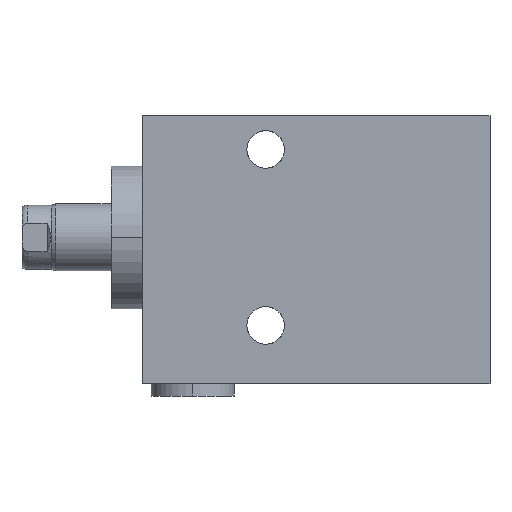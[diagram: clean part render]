
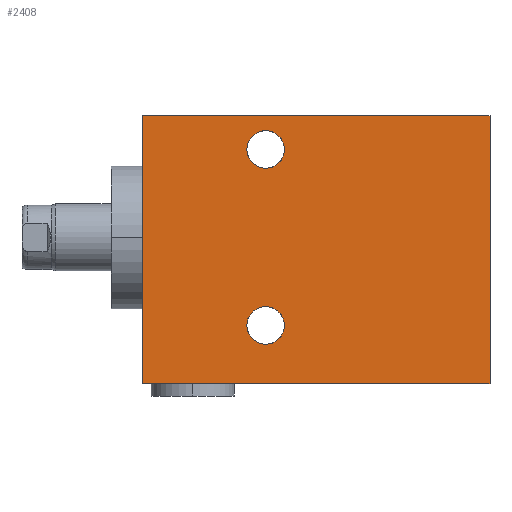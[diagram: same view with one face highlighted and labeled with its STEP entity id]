
A CAD part, front view. The second image highlights one B-rep face of the part: STEP entity #2408.
In plain terms, the highlighted planar face has unit normal (0, -1, 0).
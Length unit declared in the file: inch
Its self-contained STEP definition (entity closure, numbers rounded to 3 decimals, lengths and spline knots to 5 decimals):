
#551=DIRECTION('',(0.,0.,-1.));
#552=VECTOR('',#551,2.);
#553=CARTESIAN_POINT('',(0.,-0.5625,0.906));
#554=LINE('',#553,#552);
#803=DIRECTION('',(0.,0.,-1.));
#804=VECTOR('',#803,2.);
#805=CARTESIAN_POINT('',(2.592,-0.5625,0.906));
#806=LINE('',#805,#804);
#1014=DIRECTION('',(1.,0.,0.));
#1015=VECTOR('',#1014,2.592);
#1016=CARTESIAN_POINT('',(0.,-0.5625,0.906));
#1017=LINE('',#1016,#1015);
#1021=CARTESIAN_POINT('',(0.918,-0.5625,0.656));
#1022=DIRECTION('',(0.,-1.,0.));
#1023=DIRECTION('',(1.,0.,0.));
#1024=AXIS2_PLACEMENT_3D('',#1021,#1022,#1023);
#1029=CARTESIAN_POINT('',(0.918,-0.5625,0.656));
#1030=DIRECTION('',(0.,-1.,0.));
#1031=DIRECTION('',(-1.,0.,0.));
#1032=AXIS2_PLACEMENT_3D('',#1029,#1030,#1031);
#1037=CARTESIAN_POINT('',(0.918,-0.5625,-0.657));
#1038=DIRECTION('',(0.,-1.,0.));
#1039=DIRECTION('',(1.,0.,0.));
#1040=AXIS2_PLACEMENT_3D('',#1037,#1038,#1039);
#1045=CARTESIAN_POINT('',(0.918,-0.5625,-0.657));
#1046=DIRECTION('',(0.,-1.,0.));
#1047=DIRECTION('',(-1.,0.,0.));
#1048=AXIS2_PLACEMENT_3D('',#1045,#1046,#1047);
#1145=DIRECTION('',(1.,0.,0.));
#1146=VECTOR('',#1145,2.592);
#1147=CARTESIAN_POINT('',(0.,-0.5625,-1.094));
#1148=LINE('',#1147,#1146);
#1358=CARTESIAN_POINT('',(0.,-0.5625,0.906));
#1360=VERTEX_POINT('',#1358);
#1361=CARTESIAN_POINT('',(0.,-0.5625,-1.094));
#1362=VERTEX_POINT('',#1361);
#1366=CARTESIAN_POINT('',(2.592,-0.5625,0.906));
#1368=VERTEX_POINT('',#1366);
#1369=CARTESIAN_POINT('',(2.592,-0.5625,-1.094));
#1370=VERTEX_POINT('',#1369);
#1381=CARTESIAN_POINT('',(1.0585,-0.5625,0.656));
#1382=CARTESIAN_POINT('',(0.7775,-0.5625,0.656));
#1383=VERTEX_POINT('',#1381);
#1384=VERTEX_POINT('',#1382);
#1395=CARTESIAN_POINT('',(1.0585,-0.5625,-0.657));
#1396=CARTESIAN_POINT('',(0.7775,-0.5625,-0.657));
#1397=VERTEX_POINT('',#1395);
#1398=VERTEX_POINT('',#1396);
#2387=CARTESIAN_POINT('',(0.,-0.5625,0.906));
#2388=DIRECTION('',(0.,-1.,0.));
#2389=DIRECTION('',(0.,0.,-1.));
#2390=AXIS2_PLACEMENT_3D('',#2387,#2388,#2389);
#2391=PLANE('',#2390);
#2392=ORIENTED_EDGE('',*,*,#2081,.F.);
#2394=ORIENTED_EDGE('',*,*,#2393,.T.);
#2395=ORIENTED_EDGE('',*,*,#2240,.T.);
#2397=ORIENTED_EDGE('',*,*,#2396,.F.);
#2398=EDGE_LOOP('',(#2392,#2394,#2395,#2397));
#2399=FACE_OUTER_BOUND('',#2398,.F.);
#2400=ORIENTED_EDGE('',*,*,#2163,.T.);
#2401=ORIENTED_EDGE('',*,*,#2180,.T.);
#2402=EDGE_LOOP('',(#2400,#2401));
#2403=FACE_BOUND('',#2402,.F.);
#2404=ORIENTED_EDGE('',*,*,#2322,.T.);
#2405=ORIENTED_EDGE('',*,*,#2339,.T.);
#2406=EDGE_LOOP('',(#2404,#2405));
#2407=FACE_BOUND('',#2406,.F.);
#2408=ADVANCED_FACE('',(#2399,#2403,#2407),#2391,.T.);
#1025=CIRCLE('',#1024,0.1405);
#1033=CIRCLE('',#1032,0.1405);
#1041=CIRCLE('',#1040,0.1405);
#1049=CIRCLE('',#1048,0.1405);
#2081=EDGE_CURVE('',#1360,#1362,#554,.T.);
#2163=EDGE_CURVE('',#1383,#1384,#1025,.T.);
#2180=EDGE_CURVE('',#1384,#1383,#1033,.T.);
#2240=EDGE_CURVE('',#1368,#1370,#806,.T.);
#2322=EDGE_CURVE('',#1397,#1398,#1041,.T.);
#2339=EDGE_CURVE('',#1398,#1397,#1049,.T.);
#2393=EDGE_CURVE('',#1360,#1368,#1017,.T.);
#2396=EDGE_CURVE('',#1362,#1370,#1148,.T.);
